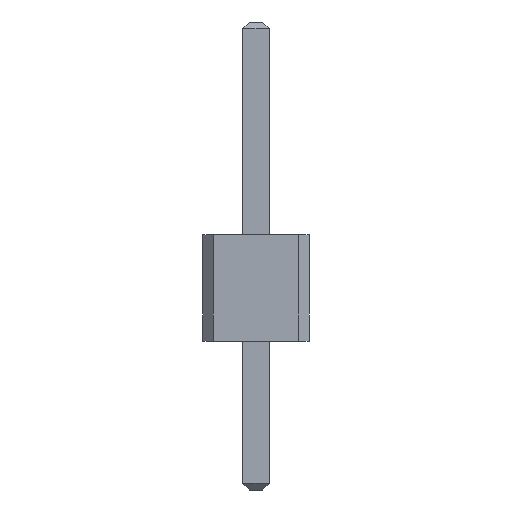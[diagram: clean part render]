
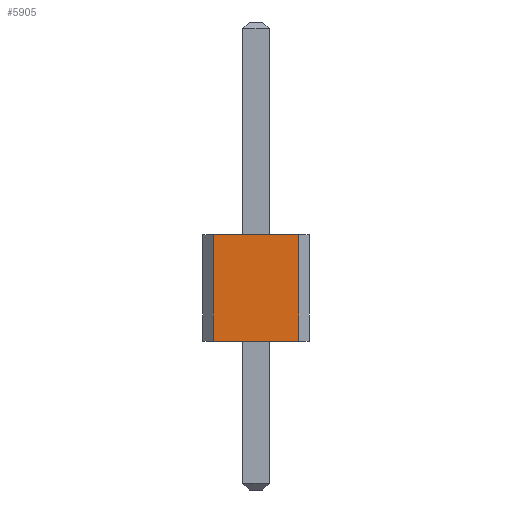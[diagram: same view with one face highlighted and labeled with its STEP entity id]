
A CAD part, front view. The second image highlights one B-rep face of the part: STEP entity #5905.
In plain terms, the highlighted planar face has unit normal (0, -1, 0).
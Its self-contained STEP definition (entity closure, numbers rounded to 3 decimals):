
#599 = VERTEX_POINT('',#600);
#600 = CARTESIAN_POINT('',(0.8,-43.,0.));
#606 = EDGE_CURVE('',#607,#599,#609,.T.);
#607 = VERTEX_POINT('',#608);
#608 = CARTESIAN_POINT('',(-0.8,-43.,0.));
#609 = LINE('',#610,#611);
#610 = CARTESIAN_POINT('',(-1.,-43.,0.));
#611 = VECTOR('',#612,1.);
#612 = DIRECTION('',(1.,0.,0.));
#2443 = VERTEX_POINT('',#2444);
#2444 = CARTESIAN_POINT('',(-0.8,-43.,2.));
#2450 = EDGE_CURVE('',#2443,#2451,#2453,.T.);
#2451 = VERTEX_POINT('',#2452);
#2452 = CARTESIAN_POINT('',(0.8,-43.,2.));
#2453 = LINE('',#2454,#2455);
#2454 = CARTESIAN_POINT('',(-1.,-43.,2.));
#2455 = VECTOR('',#2456,1.);
#2456 = DIRECTION('',(1.,0.,0.));
#5895 = EDGE_CURVE('',#607,#2443,#5896,.T.);
#5896 = LINE('',#5897,#5898);
#5897 = CARTESIAN_POINT('',(-0.8,-43.,0.));
#5898 = VECTOR('',#5899,1.);
#5899 = DIRECTION('',(0.,0.,1.));
#5905 = ADVANCED_FACE('',(#5906),#5917,.F.);
#5906 = FACE_BOUND('',#5907,.F.);
#5907 = EDGE_LOOP('',(#5908,#5909,#5910,#5911));
#5908 = ORIENTED_EDGE('',*,*,#606,.F.);
#5909 = ORIENTED_EDGE('',*,*,#5895,.T.);
#5910 = ORIENTED_EDGE('',*,*,#2450,.T.);
#5911 = ORIENTED_EDGE('',*,*,#5912,.F.);
#5912 = EDGE_CURVE('',#599,#2451,#5913,.T.);
#5913 = LINE('',#5914,#5915);
#5914 = CARTESIAN_POINT('',(0.8,-43.,0.));
#5915 = VECTOR('',#5916,1.);
#5916 = DIRECTION('',(0.,0.,1.));
#5917 = PLANE('',#5918);
#5918 = AXIS2_PLACEMENT_3D('',#5919,#5920,#5921);
#5919 = CARTESIAN_POINT('',(-1.,-43.,0.));
#5920 = DIRECTION('',(0.,1.,0.));
#5921 = DIRECTION('',(1.,0.,0.));
